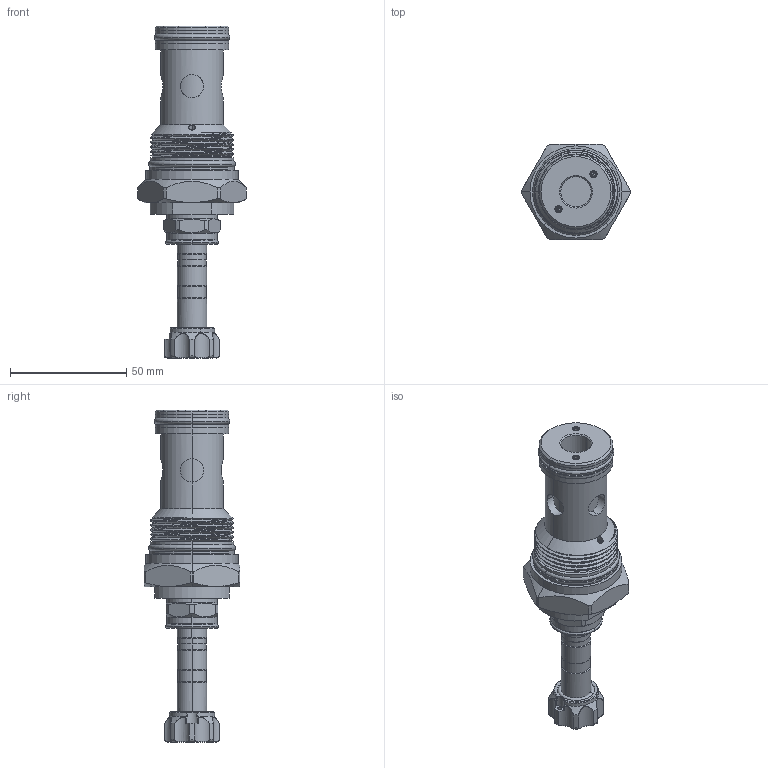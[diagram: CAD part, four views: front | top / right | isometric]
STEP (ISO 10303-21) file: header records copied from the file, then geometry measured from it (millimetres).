
FILE_DESCRIPTION (( 'STEP AP203' ), '1' );
FILE_NAME ('EP16A2A31N95.STEP', '2020-04-16T05:21:10', ( '' ), ( '' ), 'SwSTEP 2.0', 'SolidWorks 2018', '' );
FILE_SCHEMA (( 'CONFIG_CONTROL_DESIGN' ));
Length unit declared in the file: millimetre
Products named in the file (1): EP16A2A31N95
Bounding box: 46.8 x 41.2 x 142.65 mm (x, y, z)
Volume: 78985.9 mm3; surface area: 22028.1 mm2
Topology: 10 solids, 10 shells, 414 faces, 1012 edges, 625 vertices
Faces by surface type: cylinder 178, plane 71, cone 69, torus 51, bspline 41, sphere 4
Entity records: 17456 total; most frequent: CARTESIAN_POINT 8032, ORIENTED_EDGE 1992, DIRECTION 1942, EDGE_CURVE 996, AXIS2_PLACEMENT_3D 809, VERTEX_POINT 619, EDGE_LOOP 443, CIRCLE 435
